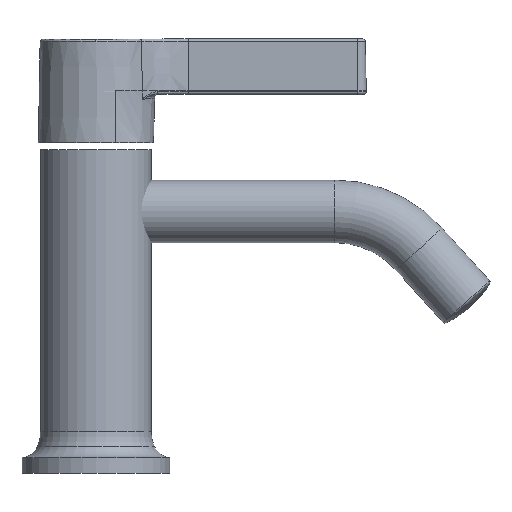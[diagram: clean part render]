
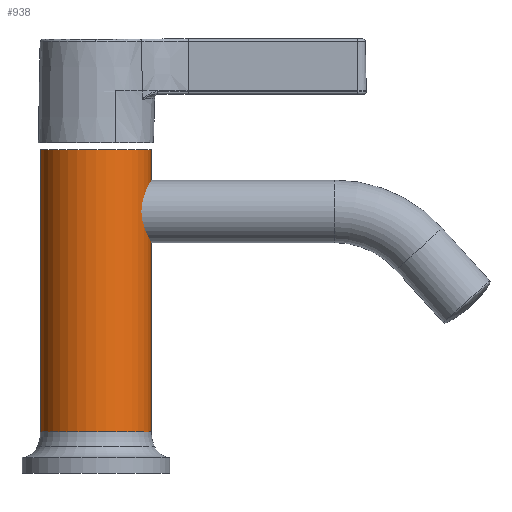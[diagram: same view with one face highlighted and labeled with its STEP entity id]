
A CAD part, left-side view. The second image highlights one B-rep face of the part: STEP entity #938.
In plain terms, the highlighted cylindrical face has radius 18 mm (diameter 36 mm), a partial arc.
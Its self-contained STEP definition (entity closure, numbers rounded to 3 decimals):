
#52 = DIRECTION ( 'NONE',  ( 0., -1., 0. ) ) ;
#103 = VERTEX_POINT ( 'NONE', #607 ) ;
#174 = LINE ( 'NONE', #1001, #762 ) ;
#215 = CIRCLE ( 'NONE', #2957, 18. ) ;
#271 = DIRECTION ( 'NONE',  ( 0., -1., 0. ) ) ;
#286 = CARTESIAN_POINT ( 'NONE',  ( 0., 0., 0. ) ) ;
#344 = EDGE_CURVE ( 'NONE', #451, #705, #3135, .T. ) ;
#363 = ORIENTED_EDGE ( 'NONE', *, *, #850, .T. ) ;
#451 = VERTEX_POINT ( 'NONE', #1060 ) ;
#607 = CARTESIAN_POINT ( 'NONE',  ( 0., 13.4, -18. ) ) ;
#705 = VERTEX_POINT ( 'NONE', #1996 ) ;
#762 = VECTOR ( 'NONE', #1294, 1000. ) ;
#850 = EDGE_CURVE ( 'NONE', #705, #103, #1565, .T. ) ;
#938 = ADVANCED_FACE ( 'NONE', ( #1813 ), #2634, .T. ) ;
#1001 = CARTESIAN_POINT ( 'NONE',  ( 0., 0., 18. ) ) ;
#1060 = CARTESIAN_POINT ( 'NONE',  ( 0., 105., 18. ) ) ;
#1108 = DIRECTION ( 'NONE',  ( 0., 0., -1. ) ) ;
#1137 = EDGE_CURVE ( 'NONE', #451, #2448, #174, .T. ) ;
#1243 = CARTESIAN_POINT ( 'NONE',  ( 0., 13.4, 18. ) ) ;
#1294 = DIRECTION ( 'NONE',  ( 0., -1., 0. ) ) ;
#1322 = DIRECTION ( 'NONE',  ( 0., 0., -1. ) ) ;
#1369 = DIRECTION ( 'NONE',  ( 0., -1., 0. ) ) ;
#1565 = LINE ( 'NONE', #2895, #2793 ) ;
#1748 = ORIENTED_EDGE ( 'NONE', *, *, #344, .T. ) ;
#1813 = FACE_OUTER_BOUND ( 'NONE', #2794, .T. ) ;
#1862 = DIRECTION ( 'NONE',  ( 0., -1., 0. ) ) ;
#1867 = CARTESIAN_POINT ( 'NONE',  ( 0., 13.4, 0. ) ) ;
#1957 = AXIS2_PLACEMENT_3D ( 'NONE', #2921, #52, #2947 ) ;
#1996 = CARTESIAN_POINT ( 'NONE',  ( 0., 105., -18. ) ) ;
#2076 = AXIS2_PLACEMENT_3D ( 'NONE', #286, #271, #1322 ) ;
#2448 = VERTEX_POINT ( 'NONE', #1243 ) ;
#2634 = CYLINDRICAL_SURFACE ( 'NONE', #2076, 18. ) ;
#2793 = VECTOR ( 'NONE', #1862, 1000. ) ;
#2794 = EDGE_LOOP ( 'NONE', ( #3348, #1748, #363, #3380 ) ) ;
#2895 = CARTESIAN_POINT ( 'NONE',  ( 0., 0., -18. ) ) ;
#2921 = CARTESIAN_POINT ( 'NONE',  ( 0., 105., 0. ) ) ;
#2947 = DIRECTION ( 'NONE',  ( 0., 0., -1. ) ) ;
#2957 = AXIS2_PLACEMENT_3D ( 'NONE', #1867, #1369, #1108 ) ;
#2989 = EDGE_CURVE ( 'NONE', #2448, #103, #215, .T. ) ;
#3135 = CIRCLE ( 'NONE', #1957, 18. ) ;
#3348 = ORIENTED_EDGE ( 'NONE', *, *, #1137, .F. ) ;
#3380 = ORIENTED_EDGE ( 'NONE', *, *, #2989, .F. ) ;
